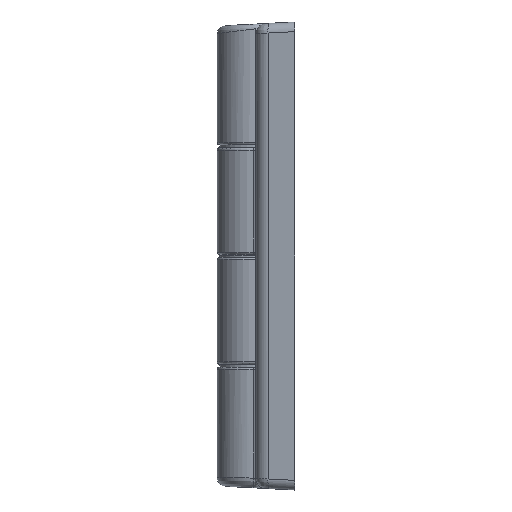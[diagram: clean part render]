
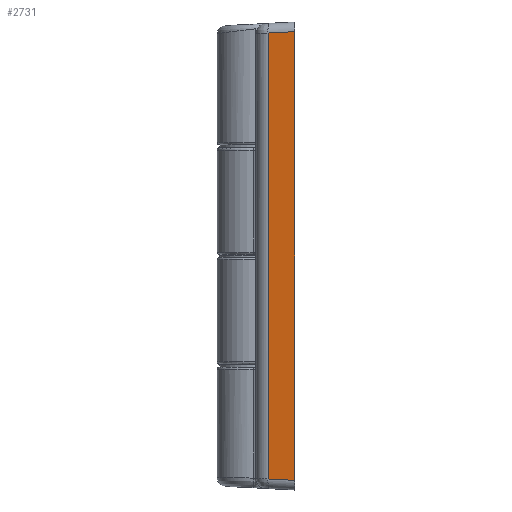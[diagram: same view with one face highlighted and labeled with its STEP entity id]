
A CAD part, left-side view. The second image highlights one B-rep face of the part: STEP entity #2731.
In plain terms, the highlighted face is planar.
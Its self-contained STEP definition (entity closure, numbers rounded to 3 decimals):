
#277 = EDGE_CURVE ( 'NONE', #8575, #8903, #6574, .T. ) ;
#481 = CARTESIAN_POINT ( 'NONE',  ( 38.027, -2.479, -45.945 ) ) ;
#670 = EDGE_CURVE ( 'NONE', #3737, #1332, #7720, .T. ) ;
#1022 = CARTESIAN_POINT ( 'NONE',  ( 39., -8., 47.8 ) ) ;
#1332 = VERTEX_POINT ( 'NONE', #1494 ) ;
#1389 = CARTESIAN_POINT ( 'NONE',  ( 39., -8., -46.235 ) ) ;
#1494 = CARTESIAN_POINT ( 'NONE',  ( 39., -8., 46.235 ) ) ;
#1544 = EDGE_CURVE ( 'NONE', #8903, #3737, #6596, .T. ) ;
#1564 = CARTESIAN_POINT ( 'NONE',  ( 39., -8., 47.8 ) ) ;
#1751 = FACE_OUTER_BOUND ( 'NONE', #5891, .T. ) ;
#2527 = VECTOR ( 'NONE', #3682, 1000. ) ;
#2731 = ADVANCED_FACE ( 'NONE', ( #1751 ), #3306, .F. ) ;
#2940 = CARTESIAN_POINT ( 'NONE',  ( 38.159, -3.233, -45.985 ) ) ;
#3306 = PLANE ( 'NONE',  #4666 ) ;
#3673 = ORIENTED_EDGE ( 'NONE', *, *, #277, .T. ) ;
#3682 = DIRECTION ( 'NONE',  ( -0.173, 0.983, 0.052 ) ) ;
#3737 = VERTEX_POINT ( 'NONE', #5862 ) ;
#4058 = DIRECTION ( 'NONE',  ( -0.985, -0.174, 0. ) ) ;
#4414 = EDGE_CURVE ( 'NONE', #1332, #8575, #9394, .T. ) ;
#4666 = AXIS2_PLACEMENT_3D ( 'NONE', #1022, #4058, #9308 ) ;
#5805 = CARTESIAN_POINT ( 'NONE',  ( 39.018, -8.101, 46.24 ) ) ;
#5862 = CARTESIAN_POINT ( 'NONE',  ( 38.027, -2.479, 45.945 ) ) ;
#5891 = EDGE_LOOP ( 'NONE', ( #7445, #6629, #9154, #3673 ) ) ;
#6530 = DIRECTION ( 'NONE',  ( 0.173, -0.983, 0.052 ) ) ;
#6574 = LINE ( 'NONE', #2940, #2527 ) ;
#6596 = LINE ( 'NONE', #9499, #8572 ) ;
#6629 = ORIENTED_EDGE ( 'NONE', *, *, #670, .T. ) ;
#7197 = VECTOR ( 'NONE', #7617, 1000. ) ;
#7337 = DIRECTION ( 'NONE',  ( 0., 0., 1. ) ) ;
#7445 = ORIENTED_EDGE ( 'NONE', *, *, #1544, .T. ) ;
#7498 = VECTOR ( 'NONE', #6530, 1000. ) ;
#7617 = DIRECTION ( 'NONE',  ( 0., 0., -1. ) ) ;
#7720 = LINE ( 'NONE', #5805, #7498 ) ;
#8572 = VECTOR ( 'NONE', #7337, 1000. ) ;
#8575 = VERTEX_POINT ( 'NONE', #1389 ) ;
#8903 = VERTEX_POINT ( 'NONE', #481 ) ;
#9154 = ORIENTED_EDGE ( 'NONE', *, *, #4414, .T. ) ;
#9308 = DIRECTION ( 'NONE',  ( 0.174, -0.985, 0. ) ) ;
#9394 = LINE ( 'NONE', #1564, #7197 ) ;
#9499 = CARTESIAN_POINT ( 'NONE',  ( 38.027, -2.479, 47.8 ) ) ;
